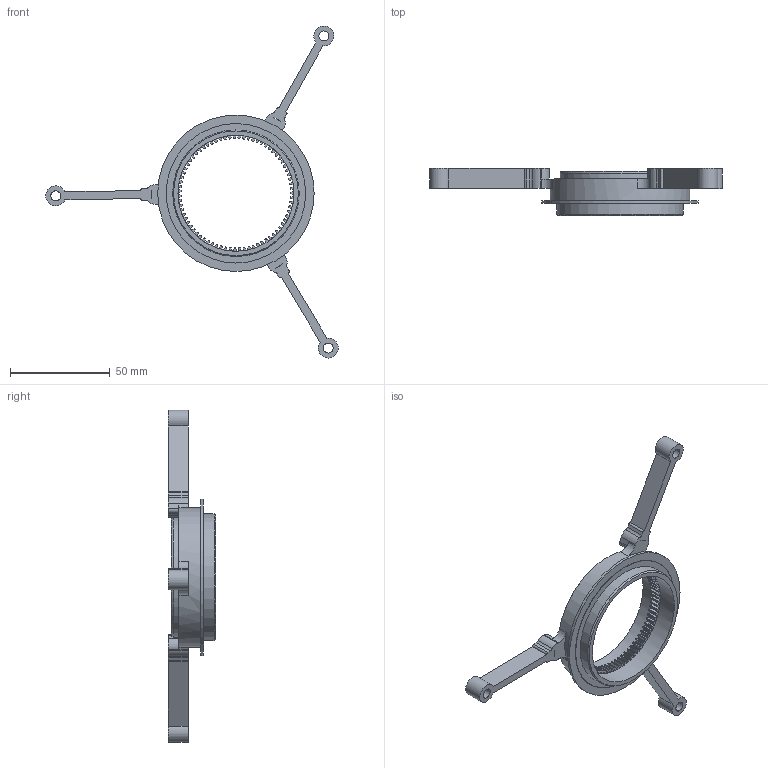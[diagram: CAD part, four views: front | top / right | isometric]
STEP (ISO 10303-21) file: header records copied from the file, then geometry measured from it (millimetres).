
FILE_DESCRIPTION(/* description */ ('','CAx-IF Rec.Pracs.---Representation and Presentation of Product Manufacturing Information (PMI)---4.0---2014-10-13'),/* implementation_level */ '2;1');
FILE_NAME(/* name */ 'ACWA-0002_couronne_2_350.step',/* time_stamp */ '2025-02-06T10:34:36+01:00',/* author */ (''),/* organization */ (''),/* preprocessor_version */ 'ST-DEVELOPER v20',/* originating_system */ 'Autodesk Translation Framework v13.20.0.188',/* authorisation */ '');
FILE_SCHEMA (('AP242_MANAGED_MODEL_BASED_3D_ENGINEERING_MIM_LF { 1 0 10303 442 1 1 4 }'));
Length unit declared in the file: millimetre
Products named in the file (1): ACWA-0002_couronne_2_300
Bounding box: 146.69 x 23.7 x 166.56 mm (x, y, z)
Volume: 26453 mm3; surface area: 24589.2 mm2
Topology: 1 solids, 1 shells, 758 faces, 2142 edges, 1428 vertices
Faces by surface type: cylinder 535, bspline 150, plane 71, cone 2
Full cylindrical faces by diameter (mm): 3.5 x36, 5 x3, 58.2 x2, 60 x1, 63.5 x1, 70 x2, 78.5 x1
Entity records: 26140 total; most frequent: CARTESIAN_POINT 6363, ORIENTED_EDGE 4284, DIRECTION 4137, EDGE_CURVE 2142, AXIS2_PLACEMENT_3D 1689, VERTEX_POINT 1428, CIRCLE 1080, EDGE_LOOP 814
